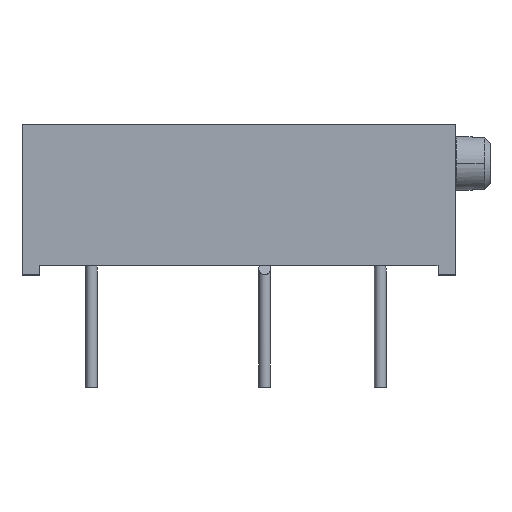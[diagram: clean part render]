
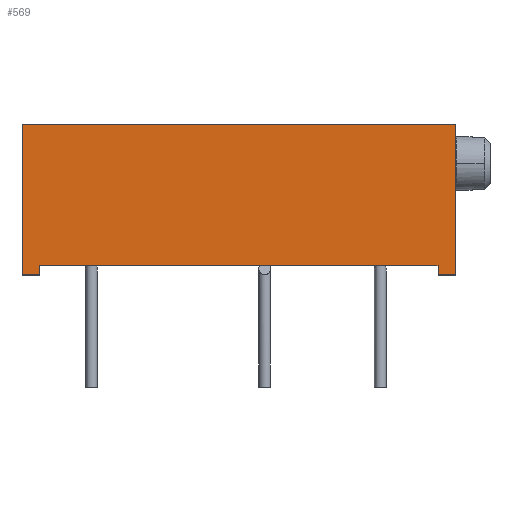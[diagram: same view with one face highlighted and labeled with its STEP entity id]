
A CAD part, top view. The second image highlights one B-rep face of the part: STEP entity #569.
In plain terms, the highlighted planar face has unit normal (0, 0, 1).
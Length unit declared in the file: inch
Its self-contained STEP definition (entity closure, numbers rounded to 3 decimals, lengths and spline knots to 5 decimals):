
#5=DIRECTION('',(0.,-1.,0.));
#6=VECTOR('',#5,0.26);
#7=CARTESIAN_POINT('',(-0.375,0.26,0.095));
#8=LINE('',#7,#6);
#17=DIRECTION('',(-1.,0.,0.));
#18=VECTOR('',#17,0.01732);
#19=CARTESIAN_POINT('',(0.05366,0.016,0.095));
#20=LINE('',#19,#18);
#21=DIRECTION('',(-1.,0.,0.));
#22=VECTOR('',#21,0.38134);
#23=CARTESIAN_POINT('',(0.03634,0.016,0.095));
#24=LINE('',#23,#22);
#25=DIRECTION('',(0.,-1.,0.));
#26=VECTOR('',#25,0.016);
#27=CARTESIAN_POINT('',(-0.345,0.016,0.095));
#28=LINE('',#27,#26);
#29=DIRECTION('',(-1.,0.,0.));
#30=VECTOR('',#29,0.03);
#31=CARTESIAN_POINT('',(-0.345,0.,0.095));
#32=LINE('',#31,#30);
#33=DIRECTION('',(0.,-1.,0.));
#34=VECTOR('',#33,0.26);
#35=CARTESIAN_POINT('',(0.375,0.26,0.095));
#36=LINE('',#35,#34);
#37=DIRECTION('',(-1.,0.,0.));
#38=VECTOR('',#37,0.03);
#39=CARTESIAN_POINT('',(0.375,0.,0.095));
#40=LINE('',#39,#38);
#41=DIRECTION('',(-1.,0.,0.));
#42=VECTOR('',#41,0.29134);
#43=CARTESIAN_POINT('',(0.345,0.016,0.095));
#44=LINE('',#43,#42);
#57=CARTESIAN_POINT('',(0.03634,0.016,0.095));
#69=CARTESIAN_POINT('',(0.05366,0.016,0.095));
#120=DIRECTION('',(0.,-1.,0.));
#121=VECTOR('',#120,0.016);
#122=CARTESIAN_POINT('',(0.345,0.016,0.095));
#123=LINE('',#122,#121);
#146=DIRECTION('',(-1.,0.,0.));
#147=VECTOR('',#146,0.75);
#148=CARTESIAN_POINT('',(0.375,0.26,0.095));
#149=LINE('',#148,#147);
#425=VERTEX_POINT('',#69);
#426=VERTEX_POINT('',#57);
#427=CARTESIAN_POINT('',(0.345,0.016,0.095));
#428=VERTEX_POINT('',#427);
#433=CARTESIAN_POINT('',(-0.345,0.016,0.095));
#434=VERTEX_POINT('',#433);
#435=CARTESIAN_POINT('',(-0.345,0.,0.095));
#436=VERTEX_POINT('',#435);
#437=CARTESIAN_POINT('',(-0.375,0.,0.095));
#438=VERTEX_POINT('',#437);
#439=CARTESIAN_POINT('',(-0.375,0.26,0.095));
#440=VERTEX_POINT('',#439);
#441=CARTESIAN_POINT('',(0.375,0.26,0.095));
#442=VERTEX_POINT('',#441);
#443=CARTESIAN_POINT('',(0.375,0.,0.095));
#444=VERTEX_POINT('',#443);
#445=CARTESIAN_POINT('',(0.345,0.,0.095));
#446=VERTEX_POINT('',#445);
#545=CARTESIAN_POINT('',(-0.375,0.,0.095));
#546=DIRECTION('',(0.,0.,1.));
#547=DIRECTION('',(1.,0.,0.));
#548=AXIS2_PLACEMENT_3D('',#545,#546,#547);
#549=PLANE('',#548);
#551=ORIENTED_EDGE('',*,*,#550,.T.);
#553=ORIENTED_EDGE('',*,*,#552,.T.);
#554=ORIENTED_EDGE('',*,*,#536,.T.);
#555=ORIENTED_EDGE('',*,*,#525,.T.);
#556=ORIENTED_EDGE('',*,*,#510,.F.);
#558=ORIENTED_EDGE('',*,*,#557,.F.);
#560=ORIENTED_EDGE('',*,*,#559,.T.);
#562=ORIENTED_EDGE('',*,*,#561,.T.);
#564=ORIENTED_EDGE('',*,*,#563,.F.);
#566=ORIENTED_EDGE('',*,*,#565,.T.);
#567=EDGE_LOOP('',(#551,#553,#554,#555,#556,#558,#560,#562,#564,#566));
#568=FACE_OUTER_BOUND('',#567,.F.);
#569=ADVANCED_FACE('',(#568),#549,.T.);
#510=EDGE_CURVE('',#440,#438,#8,.T.);
#525=EDGE_CURVE('',#436,#438,#32,.T.);
#536=EDGE_CURVE('',#434,#436,#28,.T.);
#550=EDGE_CURVE('',#425,#426,#20,.T.);
#552=EDGE_CURVE('',#426,#434,#24,.T.);
#557=EDGE_CURVE('',#442,#440,#149,.T.);
#559=EDGE_CURVE('',#442,#444,#36,.T.);
#561=EDGE_CURVE('',#444,#446,#40,.T.);
#563=EDGE_CURVE('',#428,#446,#123,.T.);
#565=EDGE_CURVE('',#428,#425,#44,.T.);
